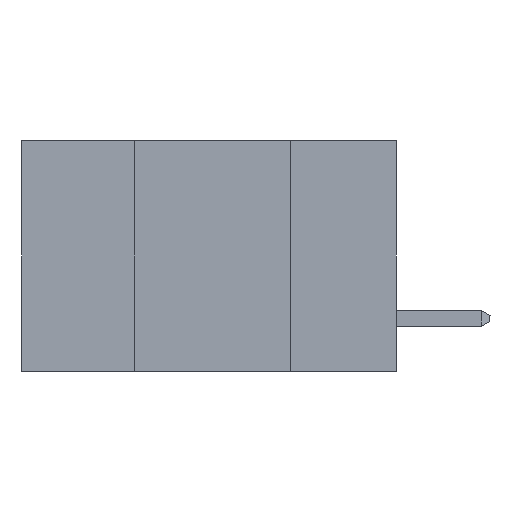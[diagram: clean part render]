
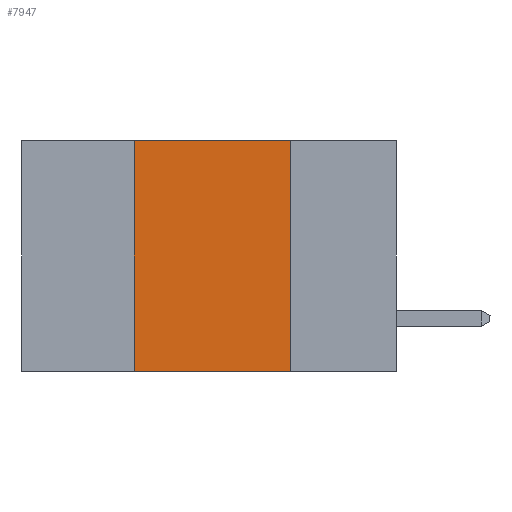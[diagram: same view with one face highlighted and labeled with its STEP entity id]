
A CAD part, left-side view. The second image highlights one B-rep face of the part: STEP entity #7947.
In plain terms, the highlighted planar face has unit normal (-1, 0, 0).
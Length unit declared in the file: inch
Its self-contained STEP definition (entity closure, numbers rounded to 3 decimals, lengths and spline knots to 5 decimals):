
#22 = EDGE_CURVE ( 'NONE', #10596, #17301, #7994, .T. ) ;
#730 = VECTOR ( 'NONE', #15220, 39.37008 ) ;
#1038 = DIRECTION ( 'NONE',  ( 0., 0., -1. ) ) ;
#2350 = ORIENTED_EDGE ( 'NONE', *, *, #22, .F. ) ;
#2497 = LINE ( 'NONE', #7560, #4483 ) ;
#3819 = AXIS2_PLACEMENT_3D ( 'NONE', #5324, #14998, #6691 ) ;
#4089 = CARTESIAN_POINT ( 'NONE',  ( 0., 0.6, -0.37 ) ) ;
#4270 = VECTOR ( 'NONE', #6803, 39.37008 ) ;
#4483 = VECTOR ( 'NONE', #17140, 39.37008 ) ;
#4843 = VECTOR ( 'NONE', #1038, 39.37008 ) ;
#4892 = CARTESIAN_POINT ( 'NONE',  ( 0., 0.17, 0. ) ) ;
#5290 = LINE ( 'NONE', #9413, #4843 ) ;
#5324 = CARTESIAN_POINT ( 'NONE',  ( 0., 0.6, 0. ) ) ;
#6691 = DIRECTION ( 'NONE',  ( 0., 0., -1. ) ) ;
#6803 = DIRECTION ( 'NONE',  ( 0., -1., 0. ) ) ;
#7560 = CARTESIAN_POINT ( 'NONE',  ( 0., 0.42, -0.37 ) ) ;
#7947 = ADVANCED_FACE ( 'NONE', ( #9184 ), #9473, .F. ) ;
#7994 = LINE ( 'NONE', #11292, #4270 ) ;
#8952 = CARTESIAN_POINT ( 'NONE',  ( 0., 0.17, -0.37 ) ) ;
#9067 = CARTESIAN_POINT ( 'NONE',  ( 0., 0.42, 0. ) ) ;
#9184 = FACE_OUTER_BOUND ( 'NONE', #9435, .T. ) ;
#9413 = CARTESIAN_POINT ( 'NONE',  ( 0., 0.17, -0.37 ) ) ;
#9435 = EDGE_LOOP ( 'NONE', ( #11995, #2350, #11339, #11634 ) ) ;
#9473 = PLANE ( 'NONE',  #3819 ) ;
#10596 = VERTEX_POINT ( 'NONE', #9067 ) ;
#11284 = EDGE_CURVE ( 'NONE', #13350, #10596, #2497, .T. ) ;
#11292 = CARTESIAN_POINT ( 'NONE',  ( 0., 0.6, 0. ) ) ;
#11339 = ORIENTED_EDGE ( 'NONE', *, *, #11284, .F. ) ;
#11634 = ORIENTED_EDGE ( 'NONE', *, *, #12205, .T. ) ;
#11995 = ORIENTED_EDGE ( 'NONE', *, *, #13452, .F. ) ;
#12205 = EDGE_CURVE ( 'NONE', #13350, #12504, #14649, .T. ) ;
#12504 = VERTEX_POINT ( 'NONE', #8952 ) ;
#13350 = VERTEX_POINT ( 'NONE', #14705 ) ;
#13452 = EDGE_CURVE ( 'NONE', #17301, #12504, #5290, .T. ) ;
#14649 = LINE ( 'NONE', #4089, #730 ) ;
#14705 = CARTESIAN_POINT ( 'NONE',  ( 0., 0.42, -0.37 ) ) ;
#14998 = DIRECTION ( 'NONE',  ( 1., 0., 0. ) ) ;
#15220 = DIRECTION ( 'NONE',  ( 0., -1., 0. ) ) ;
#17140 = DIRECTION ( 'NONE',  ( 0., 0., 1. ) ) ;
#17301 = VERTEX_POINT ( 'NONE', #4892 ) ;
